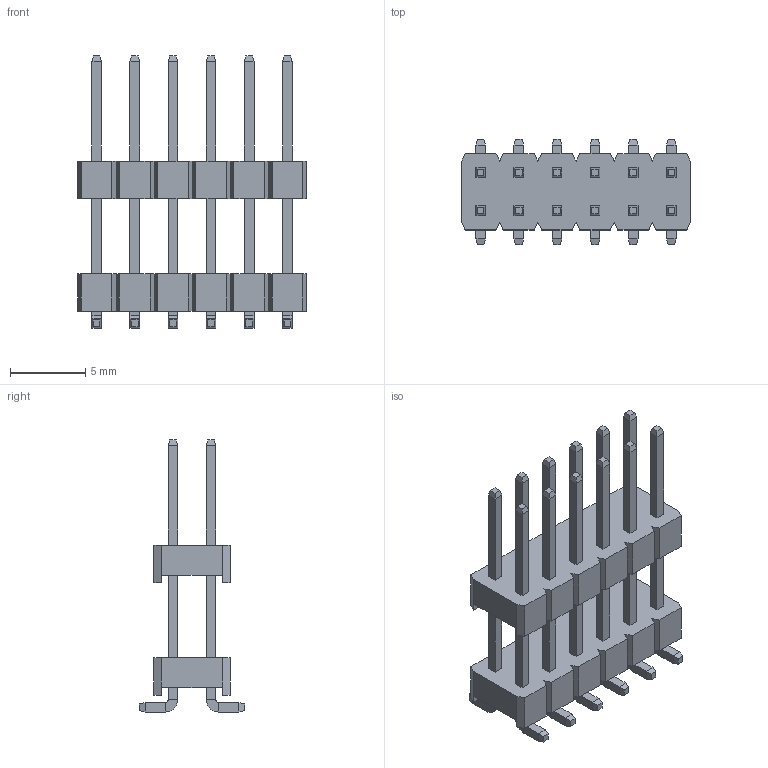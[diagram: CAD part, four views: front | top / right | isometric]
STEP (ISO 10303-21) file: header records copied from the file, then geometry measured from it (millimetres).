
FILE_DESCRIPTION (( 'STEP AP214' ), '1' );
FILE_NAME ('FPH25473-D12S1014230715M-REF.STEP', '2025-04-30T09:52:30', ( '' ), ( '' ), 'SwSTEP 2.0', 'SolidWorks 2021', '' );
FILE_SCHEMA (( 'AUTOMOTIVE_DESIGN' ));
Length unit declared in the file: millimetre
Products named in the file (1): FPH25473-D12S1014230715M-REF
Bounding box: 15.24 x 7 x 18.12 mm (x, y, z)
Volume: 395.3 mm3; surface area: 1024.4 mm2
Topology: 1 solids, 1 shells, 448 faces, 1068 edges, 648 vertices
Faces by surface type: plane 424, cylinder 24
Entity records: 12542 total; most frequent: CARTESIAN_POINT 2165, ORIENTED_EDGE 2136, DIRECTION 2014, EDGE_CURVE 1068, LINE 1020, VECTOR 1020, VERTEX_POINT 648, AXIS2_PLACEMENT_3D 497
